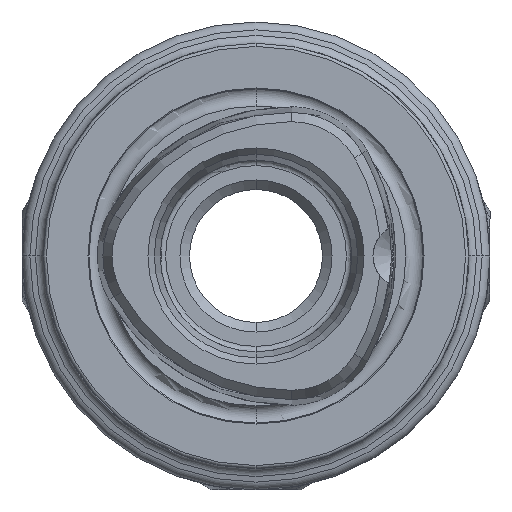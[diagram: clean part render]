
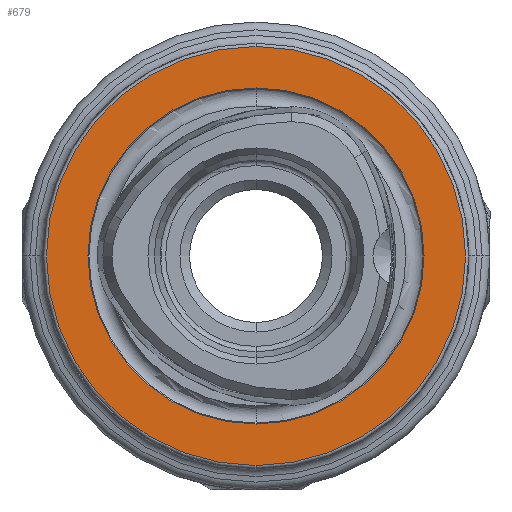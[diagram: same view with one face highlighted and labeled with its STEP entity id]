
A CAD part, left-side view. The second image highlights one B-rep face of the part: STEP entity #679.
In plain terms, the highlighted planar face has unit normal (-1, 0, 0).
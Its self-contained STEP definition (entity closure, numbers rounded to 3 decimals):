
#73 = PLANE ( 'NONE',  #6953 ) ;
#320 = CIRCLE ( 'NONE', #5407, 15.8 ) ;
#352 = DIRECTION ( 'NONE',  ( -1., 0., 0. ) ) ;
#657 = DIRECTION ( 'NONE',  ( 0., 0., 1. ) ) ;
#679 = ADVANCED_FACE ( 'NONE', ( #4930, #3238 ), #73, .F. ) ;
#701 = ORIENTED_EDGE ( 'NONE', *, *, #4174, .T. ) ;
#1356 = ORIENTED_EDGE ( 'NONE', *, *, #5137, .F. ) ;
#1364 = AXIS2_PLACEMENT_3D ( 'NONE', #1991, #3876, #657 ) ;
#1430 = CARTESIAN_POINT ( 'NONE',  ( 0., 0., -19.7 ) ) ;
#1436 = CIRCLE ( 'NONE', #1364, 15.8 ) ;
#1480 = DIRECTION ( 'NONE',  ( -1., 0., 0. ) ) ;
#1507 = CARTESIAN_POINT ( 'NONE',  ( 0., 0., 0. ) ) ;
#1878 = CARTESIAN_POINT ( 'NONE',  ( 0., 0., -15.8 ) ) ;
#1955 = EDGE_LOOP ( 'NONE', ( #701, #3399 ) ) ;
#1991 = CARTESIAN_POINT ( 'NONE',  ( 0., 0., 0. ) ) ;
#2528 = DIRECTION ( 'NONE',  ( 0., 0., -1. ) ) ;
#2541 = CIRCLE ( 'NONE', #7898, 19.7 ) ;
#3103 = CARTESIAN_POINT ( 'NONE',  ( 0., 15.8, 0. ) ) ;
#3238 = FACE_OUTER_BOUND ( 'NONE', #1955, .T. ) ;
#3305 = ORIENTED_EDGE ( 'NONE', *, *, #8155, .F. ) ;
#3399 = ORIENTED_EDGE ( 'NONE', *, *, #4696, .T. ) ;
#3562 = CARTESIAN_POINT ( 'NONE',  ( 0., 0., 19.7 ) ) ;
#3660 = VERTEX_POINT ( 'NONE', #3562 ) ;
#3876 = DIRECTION ( 'NONE',  ( -1., 0., 0. ) ) ;
#4094 = DIRECTION ( 'NONE',  ( 0., 0., 1. ) ) ;
#4174 = EDGE_CURVE ( 'NONE', #3660, #8028, #2541, .T. ) ;
#4547 = VERTEX_POINT ( 'NONE', #1878 ) ;
#4696 = EDGE_CURVE ( 'NONE', #8028, #3660, #4775, .T. ) ;
#4775 = CIRCLE ( 'NONE', #5739, 19.7 ) ;
#4784 = VERTEX_POINT ( 'NONE', #8069 ) ;
#4930 = FACE_BOUND ( 'NONE', #5186, .T. ) ;
#5137 = EDGE_CURVE ( 'NONE', #4784, #4547, #1436, .T. ) ;
#5186 = EDGE_LOOP ( 'NONE', ( #1356, #3305 ) ) ;
#5407 = AXIS2_PLACEMENT_3D ( 'NONE', #1507, #1480, #5993 ) ;
#5664 = DIRECTION ( 'NONE',  ( 1., 0., 0. ) ) ;
#5739 = AXIS2_PLACEMENT_3D ( 'NONE', #6714, #352, #6687 ) ;
#5993 = DIRECTION ( 'NONE',  ( 0., 0., 1. ) ) ;
#6031 = DIRECTION ( 'NONE',  ( -1., 0., 0. ) ) ;
#6687 = DIRECTION ( 'NONE',  ( 0., 0., 1. ) ) ;
#6714 = CARTESIAN_POINT ( 'NONE',  ( 0., 0., 0. ) ) ;
#6953 = AXIS2_PLACEMENT_3D ( 'NONE', #3103, #5664, #2528 ) ;
#7883 = CARTESIAN_POINT ( 'NONE',  ( 0., 0., 0. ) ) ;
#7898 = AXIS2_PLACEMENT_3D ( 'NONE', #7883, #6031, #4094 ) ;
#8028 = VERTEX_POINT ( 'NONE', #1430 ) ;
#8069 = CARTESIAN_POINT ( 'NONE',  ( 0., 0., 15.8 ) ) ;
#8155 = EDGE_CURVE ( 'NONE', #4547, #4784, #320, .T. ) ;
